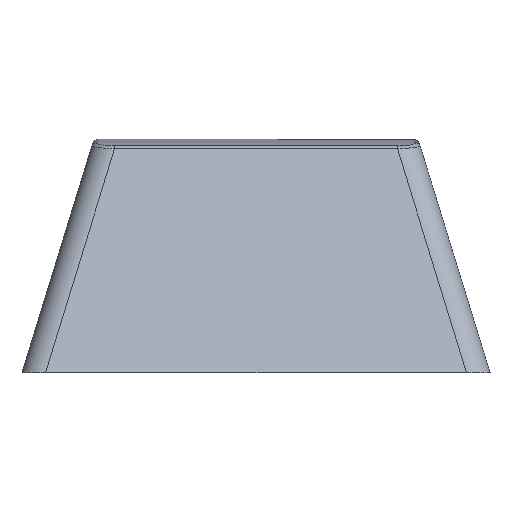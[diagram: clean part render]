
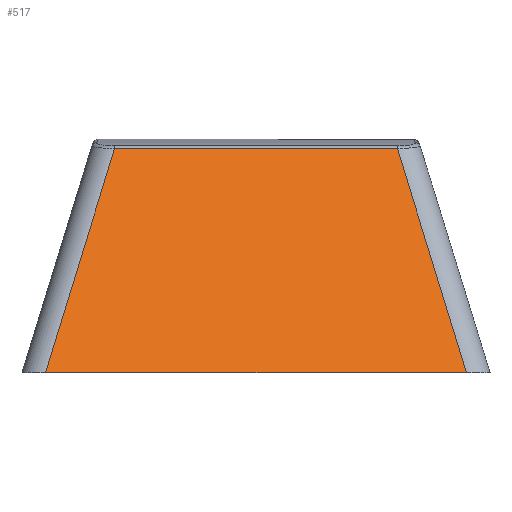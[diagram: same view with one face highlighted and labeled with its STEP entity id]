
A CAD part, front view. The second image highlights one B-rep face of the part: STEP entity #517.
In plain terms, the highlighted planar face has unit normal (0, -0.892, 0.451).
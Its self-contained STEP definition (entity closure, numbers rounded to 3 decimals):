
#86 = VERTEX_POINT('',#87);
#87 = CARTESIAN_POINT('',(-8.118,-9.025,0.));
#94 = EDGE_CURVE('',#86,#95,#97,.T.);
#95 = VERTEX_POINT('',#96);
#96 = CARTESIAN_POINT('',(-5.455,-4.659,8.637
    ));
#97 = LINE('',#98,#99);
#98 = CARTESIAN_POINT('',(-8.182,-9.13,-0.207
    ));
#99 = VECTOR('',#100,1.);
#100 = DIRECTION('',(0.265,0.435,0.86));
#261 = EDGE_CURVE('',#262,#86,#264,.T.);
#262 = VERTEX_POINT('',#263);
#263 = CARTESIAN_POINT('',(8.118,-9.025,0.));
#264 = LINE('',#265,#266);
#265 = CARTESIAN_POINT('',(75.,-9.025,0.));
#266 = VECTOR('',#267,1.);
#267 = DIRECTION('',(-1.,0.,0.));
#517 = ADVANCED_FACE('',(#518),#536,.T.);
#518 = FACE_BOUND('',#519,.T.);
#519 = EDGE_LOOP('',(#520,#521,#522,#530));
#520 = ORIENTED_EDGE('',*,*,#94,.F.);
#521 = ORIENTED_EDGE('',*,*,#261,.F.);
#522 = ORIENTED_EDGE('',*,*,#523,.T.);
#523 = EDGE_CURVE('',#262,#524,#526,.T.);
#524 = VERTEX_POINT('',#525);
#525 = CARTESIAN_POINT('',(5.455,-4.659,8.637
    ));
#526 = LINE('',#527,#528);
#527 = CARTESIAN_POINT('',(8.182,-9.13,-0.207
    ));
#528 = VECTOR('',#529,1.);
#529 = DIRECTION('',(-0.265,0.435,0.86));
#530 = ORIENTED_EDGE('',*,*,#531,.T.);
#531 = EDGE_CURVE('',#524,#95,#532,.T.);
#532 = LINE('',#533,#534);
#533 = CARTESIAN_POINT('',(5.427,-4.659,8.637
    ));
#534 = VECTOR('',#535,1.);
#535 = DIRECTION('',(-1.,-0.,-0.));
#536 = PLANE('',#537);
#537 = AXIS2_PLACEMENT_3D('',#538,#539,#540);
#538 = CARTESIAN_POINT('',(-75.,-15.344,-12.5));
#539 = DIRECTION('',(0.,-0.892,0.451));
#540 = DIRECTION('',(0.,0.451,0.892));
